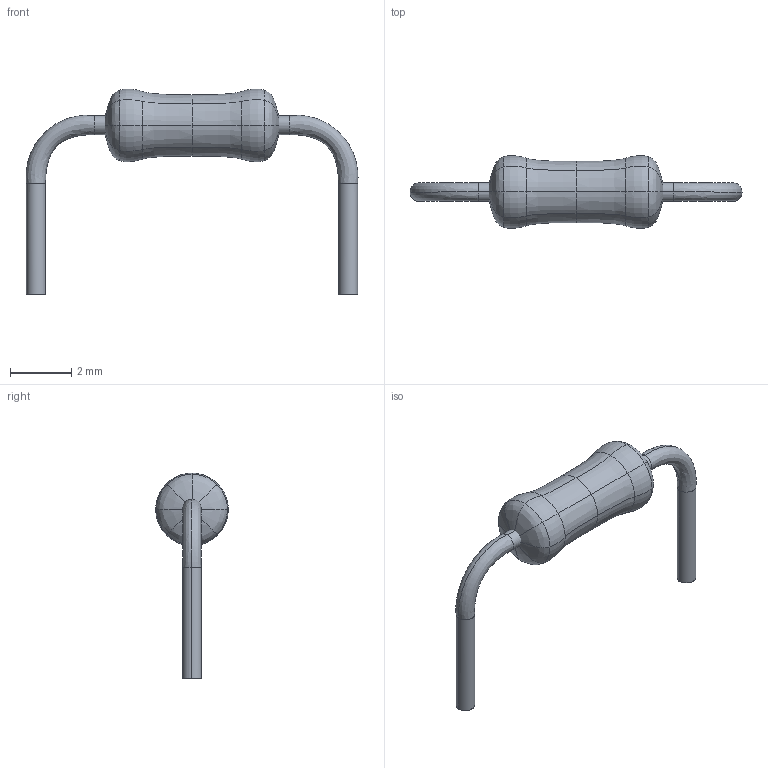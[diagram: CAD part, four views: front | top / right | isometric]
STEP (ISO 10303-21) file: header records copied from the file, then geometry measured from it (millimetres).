
FILE_DESCRIPTION(('FreeCAD Model'),'2;1');
FILE_NAME('generic_6.3mm_resistor_10.16mm_lead_spacing.step','2019-09-01T19:26:37',( 'Author'),(''),'Open CASCADE STEP processor 7.3','FreeCAD','Unknown' );
FILE_SCHEMA(('AUTOMOTIVE_DESIGN_CC2 { 1 2 10303 214 -1 1 5 4 }'));
Length unit declared in the file: millimetre
Products named in the file (3): lead_L; body; lead_R
Bounding box: 10.82 x 2.37 x 6.71 mm (x, y, z)
Volume: 25.1 mm3; surface area: 81.3 mm2
Topology: 3 solids, 3 shells, 64 faces, 132 edges, 58 vertices
Faces by surface type: bspline 60, plane 4
Entity records: 3072 total; most frequent: CARTESIAN_POINT 2073, ORIENTED_EDGE 232, EDGE_CURVE 116, DIRECTION 98, B_SPLINE_CURVE_WITH_KNOTS 68, ADVANCED_FACE 64, FACE_BOUND 64, EDGE_LOOP 64
